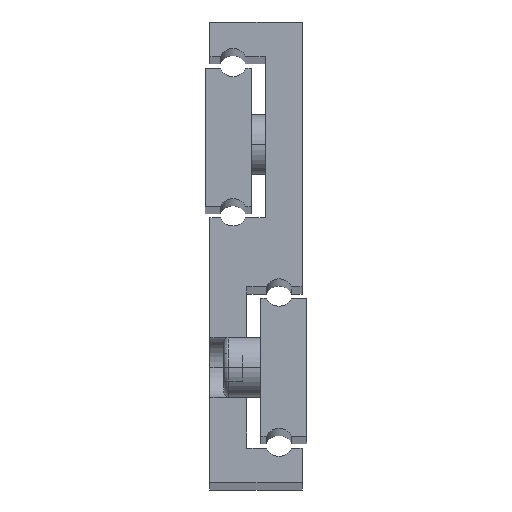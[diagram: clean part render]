
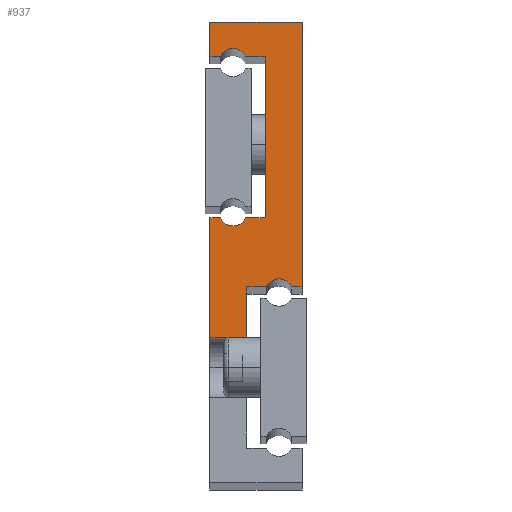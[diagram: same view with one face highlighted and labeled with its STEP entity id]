
A CAD part, top view. The second image highlights one B-rep face of the part: STEP entity #937.
In plain terms, the highlighted planar face has unit normal (0, 0, 1).
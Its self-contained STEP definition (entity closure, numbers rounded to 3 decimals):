
#45 = LINE ( 'NONE', #1751, #969 ) ;
#47 = CARTESIAN_POINT ( 'NONE',  ( 17.727, 42.5, 450. ) ) ;
#66 = VERTEX_POINT ( 'NONE', #1092 ) ;
#69 = DIRECTION ( 'NONE',  ( -1., 0., 0. ) ) ;
#80 = VERTEX_POINT ( 'NONE', #925 ) ;
#118 = AXIS2_PLACEMENT_3D ( 'NONE', #247, #949, #283 ) ;
#131 = DIRECTION ( 'NONE',  ( 0., 0., -1. ) ) ;
#134 = VECTOR ( 'NONE', #1699, 1000. ) ;
#145 = DIRECTION ( 'NONE',  ( 0., 1., 0. ) ) ;
#161 = DIRECTION ( 'NONE',  ( -1., 0., 0. ) ) ;
#162 = EDGE_CURVE ( 'NONE', #1294, #1269, #1071, .T. ) ;
#190 = EDGE_CURVE ( 'NONE', #1141, #427, #1692, .T. ) ;
#201 = VECTOR ( 'NONE', #1667, 1000. ) ;
#205 = DIRECTION ( 'NONE',  ( 1., 0., 0. ) ) ;
#208 = CARTESIAN_POINT ( 'NONE',  ( 0., 31.5, 450. ) ) ;
#245 = EDGE_CURVE ( 'NONE', #460, #997, #2170, .T. ) ;
#247 = CARTESIAN_POINT ( 'NONE',  ( 15., 41.25, 450. ) ) ;
#250 = EDGE_CURVE ( 'NONE', #1682, #80, #291, .T. ) ;
#252 = ORIENTED_EDGE ( 'NONE', *, *, #675, .T. ) ;
#283 = DIRECTION ( 'NONE',  ( -1., 0., 0. ) ) ;
#291 = LINE ( 'NONE', #982, #201 ) ;
#306 = VECTOR ( 'NONE', #349, 1000. ) ;
#308 = DIRECTION ( 'NONE',  ( -1., 0., 0. ) ) ;
#346 = AXIS2_PLACEMENT_3D ( 'NONE', #464, #131, #308 ) ;
#349 = DIRECTION ( 'NONE',  ( 1., 0., 0. ) ) ;
#412 = VECTOR ( 'NONE', #1361, 1000. ) ;
#418 = CARTESIAN_POINT ( 'NONE',  ( 0., 92.5, 450. ) ) ;
#426 = DIRECTION ( 'NONE',  ( 0., -1., 0. ) ) ;
#427 = VERTEX_POINT ( 'NONE', #600 ) ;
#443 = DIRECTION ( 'NONE',  ( -1., 0., 0. ) ) ;
#446 = AXIS2_PLACEMENT_3D ( 'NONE', #713, #1230, #1732 ) ;
#458 = EDGE_CURVE ( 'NONE', #1923, #1984, #2155, .T. ) ;
#460 = VERTEX_POINT ( 'NONE', #1142 ) ;
#464 = CARTESIAN_POINT ( 'NONE',  ( 5., 58.75, 450. ) ) ;
#481 = VECTOR ( 'NONE', #1583, 1000. ) ;
#485 = ORIENTED_EDGE ( 'NONE', *, *, #1270, .T. ) ;
#500 = CARTESIAN_POINT ( 'NONE',  ( 0., 57.5, 450. ) ) ;
#504 = VERTEX_POINT ( 'NONE', #500 ) ;
#527 = CARTESIAN_POINT ( 'NONE',  ( 20., 100., 450. ) ) ;
#556 = EDGE_CURVE ( 'NONE', #1616, #1768, #1937, .T. ) ;
#600 = CARTESIAN_POINT ( 'NONE',  ( 8., 31.5, 450. ) ) ;
#618 = ORIENTED_EDGE ( 'NONE', *, *, #781, .T. ) ;
#645 = CARTESIAN_POINT ( 'NONE',  ( 20., 100., 450. ) ) ;
#652 = VECTOR ( 'NONE', #1600, 1000. ) ;
#658 = LINE ( 'NONE', #1836, #134 ) ;
#675 = EDGE_CURVE ( 'NONE', #1984, #1616, #2160, .T. ) ;
#713 = CARTESIAN_POINT ( 'NONE',  ( 5., 91.25, 450. ) ) ;
#755 = FACE_OUTER_BOUND ( 'NONE', #1098, .T. ) ;
#760 = ORIENTED_EDGE ( 'NONE', *, *, #1275, .T. ) ;
#776 = EDGE_CURVE ( 'NONE', #80, #1294, #1381, .T. ) ;
#781 = EDGE_CURVE ( 'NONE', #1768, #789, #1864, .T. ) ;
#789 = VERTEX_POINT ( 'NONE', #1370 ) ;
#798 = EDGE_CURVE ( 'NONE', #849, #66, #877, .T. ) ;
#818 = ORIENTED_EDGE ( 'NONE', *, *, #458, .T. ) ;
#838 = CARTESIAN_POINT ( 'NONE',  ( 0., 31.5, 450. ) ) ;
#849 = VERTEX_POINT ( 'NONE', #47 ) ;
#865 = VECTOR ( 'NONE', #205, 1000. ) ;
#877 = LINE ( 'NONE', #1196, #306 ) ;
#889 = CARTESIAN_POINT ( 'NONE',  ( 7.727, 57.5, 450. ) ) ;
#902 = DIRECTION ( 'NONE',  ( 0., 0., -1. ) ) ;
#923 = VECTOR ( 'NONE', #426, 1000. ) ;
#924 = CARTESIAN_POINT ( 'NONE',  ( 0., 0., 450. ) ) ;
#925 = CARTESIAN_POINT ( 'NONE',  ( 12., 57.5, 450. ) ) ;
#926 = VECTOR ( 'NONE', #1209, 1000. ) ;
#937 = ADVANCED_FACE ( 'NONE', ( #755 ), #1919, .F. ) ;
#949 = DIRECTION ( 'NONE',  ( 0., 0., -1. ) ) ;
#969 = VECTOR ( 'NONE', #145, 1000. ) ;
#982 = CARTESIAN_POINT ( 'NONE',  ( 12., 92.5, 450. ) ) ;
#997 = VERTEX_POINT ( 'NONE', #2036 ) ;
#1008 = EDGE_CURVE ( 'NONE', #427, #460, #45, .T. ) ;
#1061 = CARTESIAN_POINT ( 'NONE',  ( 0., 92.5, 450. ) ) ;
#1071 = CIRCLE ( 'NONE', #346, 3. ) ;
#1084 = CARTESIAN_POINT ( 'NONE',  ( 2.273, 57.5, 450. ) ) ;
#1092 = CARTESIAN_POINT ( 'NONE',  ( 20., 42.5, 450. ) ) ;
#1098 = EDGE_LOOP ( 'NONE', ( #2145, #1927, #2149, #1155, #1192, #2138, #760, #818, #252, #1133, #618, #485, #1524, #1844, #1776, #1814 ) ) ;
#1099 = CARTESIAN_POINT ( 'NONE',  ( 7.727, 92.5, 450. ) ) ;
#1125 = DIRECTION ( 'NONE',  ( 1., 0., 0. ) ) ;
#1133 = ORIENTED_EDGE ( 'NONE', *, *, #556, .T. ) ;
#1141 = VERTEX_POINT ( 'NONE', #208 ) ;
#1142 = CARTESIAN_POINT ( 'NONE',  ( 8., 42.5, 450. ) ) ;
#1143 = LINE ( 'NONE', #2167, #1698 ) ;
#1144 = CARTESIAN_POINT ( 'NONE',  ( 12.273, 42.5, 450. ) ) ;
#1145 = VECTOR ( 'NONE', #1125, 1000. ) ;
#1155 = ORIENTED_EDGE ( 'NONE', *, *, #245, .T. ) ;
#1192 = ORIENTED_EDGE ( 'NONE', *, *, #2118, .T. ) ;
#1196 = CARTESIAN_POINT ( 'NONE',  ( 20., 42.5, 450. ) ) ;
#1209 = DIRECTION ( 'NONE',  ( -1., 0., 0. ) ) ;
#1230 = DIRECTION ( 'NONE',  ( 0., 0., -1. ) ) ;
#1267 = LINE ( 'NONE', #924, #481 ) ;
#1269 = VERTEX_POINT ( 'NONE', #1084 ) ;
#1270 = EDGE_CURVE ( 'NONE', #789, #1682, #1772, .T. ) ;
#1275 = EDGE_CURVE ( 'NONE', #66, #1923, #658, .T. ) ;
#1294 = VERTEX_POINT ( 'NONE', #1856 ) ;
#1346 = EDGE_CURVE ( 'NONE', #1269, #504, #1143, .T. ) ;
#1361 = DIRECTION ( 'NONE',  ( 1., 0., 0. ) ) ;
#1370 = CARTESIAN_POINT ( 'NONE',  ( 7.727, 92.5, 450. ) ) ;
#1381 = LINE ( 'NONE', #889, #926 ) ;
#1487 = CIRCLE ( 'NONE', #118, 3. ) ;
#1506 = CARTESIAN_POINT ( 'NONE',  ( 0., 100., 450. ) ) ;
#1524 = ORIENTED_EDGE ( 'NONE', *, *, #250, .T. ) ;
#1530 = CARTESIAN_POINT ( 'NONE',  ( 2.273, 92.5, 450. ) ) ;
#1583 = DIRECTION ( 'NONE',  ( 0., -1., 0. ) ) ;
#1600 = DIRECTION ( 'NONE',  ( 1., 0., 0. ) ) ;
#1616 = VERTEX_POINT ( 'NONE', #418 ) ;
#1667 = DIRECTION ( 'NONE',  ( 0., -1., 0. ) ) ;
#1682 = VERTEX_POINT ( 'NONE', #2039 ) ;
#1692 = LINE ( 'NONE', #838, #412 ) ;
#1698 = VECTOR ( 'NONE', #161, 1000. ) ;
#1699 = DIRECTION ( 'NONE',  ( 0., 1., 0. ) ) ;
#1732 = DIRECTION ( 'NONE',  ( 1., 0., 0. ) ) ;
#1751 = CARTESIAN_POINT ( 'NONE',  ( 8., 7.5, 450. ) ) ;
#1768 = VERTEX_POINT ( 'NONE', #1530 ) ;
#1772 = LINE ( 'NONE', #1099, #652 ) ;
#1776 = ORIENTED_EDGE ( 'NONE', *, *, #162, .T. ) ;
#1814 = ORIENTED_EDGE ( 'NONE', *, *, #1346, .T. ) ;
#1836 = CARTESIAN_POINT ( 'NONE',  ( 20., 100., 450. ) ) ;
#1844 = ORIENTED_EDGE ( 'NONE', *, *, #776, .T. ) ;
#1856 = CARTESIAN_POINT ( 'NONE',  ( 7.727, 57.5, 450. ) ) ;
#1864 = CIRCLE ( 'NONE', #446, 3. ) ;
#1919 = PLANE ( 'NONE',  #1931 ) ;
#1923 = VERTEX_POINT ( 'NONE', #527 ) ;
#1925 = CARTESIAN_POINT ( 'NONE',  ( 5., 58.75, 450. ) ) ;
#1927 = ORIENTED_EDGE ( 'NONE', *, *, #190, .T. ) ;
#1931 = AXIS2_PLACEMENT_3D ( 'NONE', #1925, #902, #69 ) ;
#1937 = LINE ( 'NONE', #1061, #865 ) ;
#1984 = VERTEX_POINT ( 'NONE', #2120 ) ;
#1993 = EDGE_CURVE ( 'NONE', #504, #1141, #1267, .T. ) ;
#2036 = CARTESIAN_POINT ( 'NONE',  ( 12.273, 42.5, 450. ) ) ;
#2039 = CARTESIAN_POINT ( 'NONE',  ( 12., 92.5, 450. ) ) ;
#2046 = VECTOR ( 'NONE', #443, 1000. ) ;
#2118 = EDGE_CURVE ( 'NONE', #997, #849, #1487, .T. ) ;
#2120 = CARTESIAN_POINT ( 'NONE',  ( 0., 100., 450. ) ) ;
#2138 = ORIENTED_EDGE ( 'NONE', *, *, #798, .T. ) ;
#2145 = ORIENTED_EDGE ( 'NONE', *, *, #1993, .T. ) ;
#2149 = ORIENTED_EDGE ( 'NONE', *, *, #1008, .T. ) ;
#2155 = LINE ( 'NONE', #645, #2046 ) ;
#2160 = LINE ( 'NONE', #1506, #923 ) ;
#2167 = CARTESIAN_POINT ( 'NONE',  ( 0., 57.5, 450. ) ) ;
#2170 = LINE ( 'NONE', #1144, #1145 ) ;
